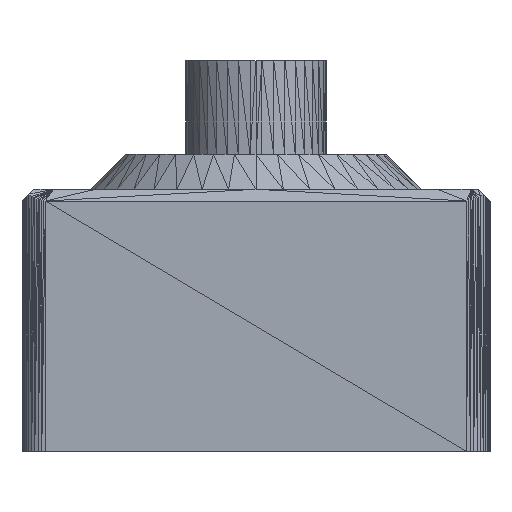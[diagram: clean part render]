
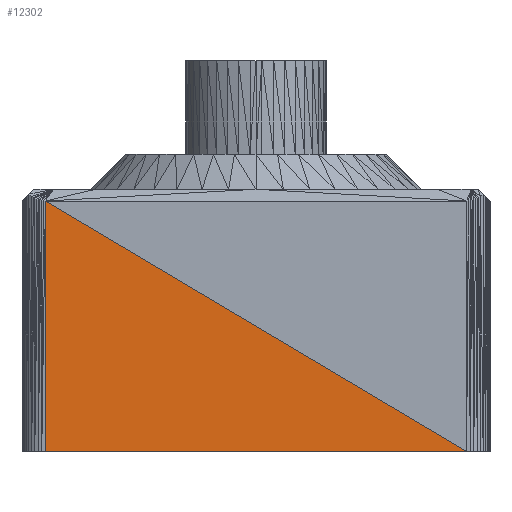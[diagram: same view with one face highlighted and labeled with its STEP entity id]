
A CAD part, left-side view. The second image highlights one B-rep face of the part: STEP entity #12302.
In plain terms, the highlighted planar face has unit normal (-1, 0, 0).
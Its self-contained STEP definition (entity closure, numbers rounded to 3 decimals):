
#618 = EDGE_CURVE ( 'NONE', #15472, #7849, #14204, .T. ) ;
#676 = DIRECTION ( 'NONE',  ( 0., 1., 0. ) ) ;
#1076 = LINE ( 'NONE', #29350, #18535 ) ;
#1141 = DIRECTION ( 'NONE',  ( 0., -0.86, -0.511 ) ) ;
#2547 = VECTOR ( 'NONE', #32373, 1000. ) ;
#2880 = EDGE_CURVE ( 'NONE', #30665, #15472, #5003, .T. ) ;
#5003 = LINE ( 'NONE', #8892, #2547 ) ;
#5971 = DIRECTION ( 'NONE',  ( 0., 0., -1. ) ) ;
#6903 = FACE_OUTER_BOUND ( 'NONE', #19925, .T. ) ;
#7157 = AXIS2_PLACEMENT_3D ( 'NONE', #11109, #16293, #5971 ) ;
#7849 = VERTEX_POINT ( 'NONE', #17163 ) ;
#8892 = CARTESIAN_POINT ( 'NONE',  ( 0.2, 19., 36.515 ) ) ;
#9014 = CARTESIAN_POINT ( 'NONE',  ( 0.2, 19., 47.215 ) ) ;
#9965 = ORIENTED_EDGE ( 'NONE', *, *, #18511, .F. ) ;
#11109 = CARTESIAN_POINT ( 'NONE',  ( 0.2, 0., 0. ) ) ;
#12302 = ADVANCED_FACE ( 'NONE', ( #6903 ), #23908, .F. ) ;
#13281 = ORIENTED_EDGE ( 'NONE', *, *, #2880, .F. ) ;
#14204 = LINE ( 'NONE', #9014, #17054 ) ;
#15472 = VERTEX_POINT ( 'NONE', #23273 ) ;
#16293 = DIRECTION ( 'NONE',  ( 1., 0., 0. ) ) ;
#17054 = VECTOR ( 'NONE', #1141, 1000. ) ;
#17163 = CARTESIAN_POINT ( 'NONE',  ( 0.2, 1., 36.515 ) ) ;
#18482 = CARTESIAN_POINT ( 'NONE',  ( 0.2, 19., 36.515 ) ) ;
#18511 = EDGE_CURVE ( 'NONE', #7849, #30665, #1076, .T. ) ;
#18535 = VECTOR ( 'NONE', #676, 1000. ) ;
#19925 = EDGE_LOOP ( 'NONE', ( #9965, #21478, #13281 ) ) ;
#21478 = ORIENTED_EDGE ( 'NONE', *, *, #618, .F. ) ;
#23273 = CARTESIAN_POINT ( 'NONE',  ( 0.2, 19., 47.215 ) ) ;
#23908 = PLANE ( 'NONE',  #7157 ) ;
#29350 = CARTESIAN_POINT ( 'NONE',  ( 0.2, 1., 36.515 ) ) ;
#30665 = VERTEX_POINT ( 'NONE', #18482 ) ;
#32373 = DIRECTION ( 'NONE',  ( 0., 0., 1. ) ) ;
